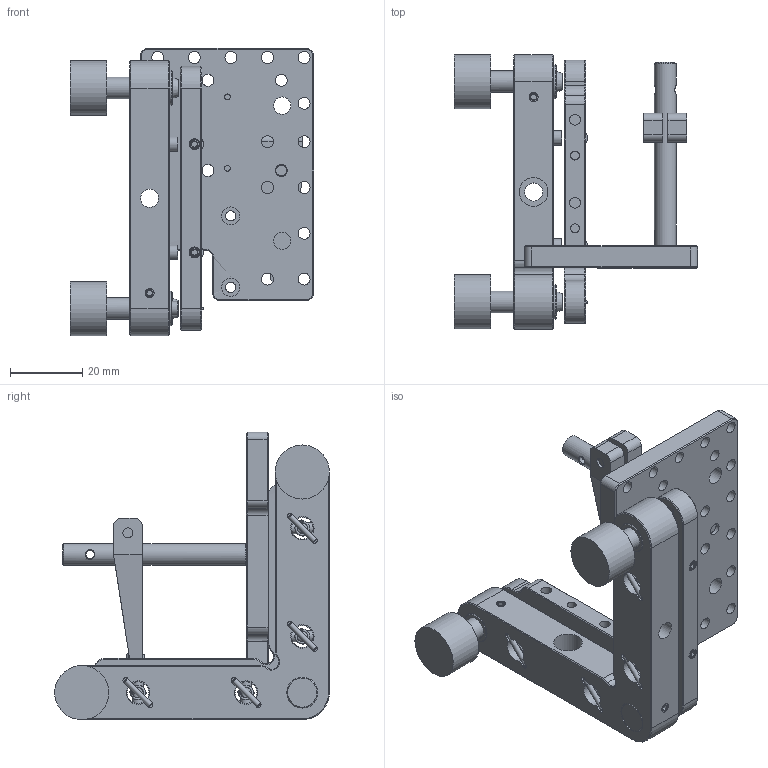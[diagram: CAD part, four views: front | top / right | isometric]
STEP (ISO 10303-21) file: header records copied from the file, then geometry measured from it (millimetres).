
FILE_DESCRIPTION (( 'STEP AP203' ), '1' );
FILE_NAME ('527851.STEP', '2024-11-06T03:21:38', ( 'Windows User' ), ( 'P R C' ), 'SwSTEP 2.0', 'SolidWorks 2020', '' );
FILE_SCHEMA (( 'CONFIG_CONTROL_DESIGN' ));
Length unit declared in the file: millimetre
Products named in the file (1): 527851
Bounding box: 67.44 x 76.2 x 79.7 mm (x, y, z)
Surface area: 29046.5 mm2 (no closed solid volume)
Topology: 0 solids, 52 shells, 423 faces, 1144 edges, 770 vertices
Faces by surface type: plane 199, cylinder 121, cone 85, bspline 18
Full cylindrical faces by diameter (mm): 1.5 x6, 1.6 x4, 2.3 x1, 2.5 x2, 2.8 x3, 3 x9, 3.2 x1, 3.3 x24, 4 x6, 4.8 x2, 5 x4, 5.8 x2, 6 x8, 6.5 x4, 8 x2, 8.6 x1, 9.5 x3, 15 x2
Entity records: 42731 total; most frequent: CARTESIAN_POINT 32967, DIRECTION 1911, ORIENTED_EDGE 1702, EDGE_CURVE 950, AXIS2_PLACEMENT_3D 745, VERTEX_POINT 719, EDGE_LOOP 696, FACE_OUTER_BOUND 511
